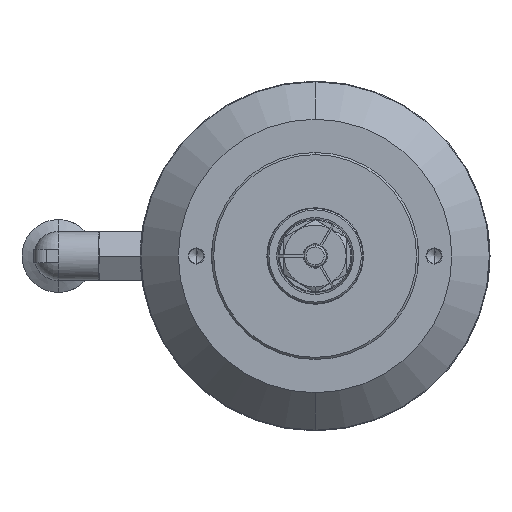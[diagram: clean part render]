
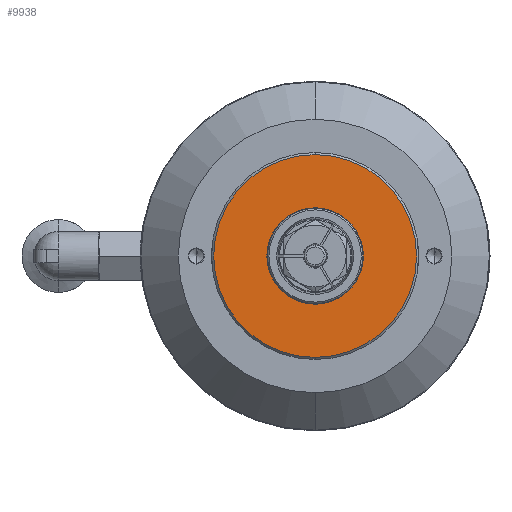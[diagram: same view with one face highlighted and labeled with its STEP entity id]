
A CAD part, left-side view. The second image highlights one B-rep face of the part: STEP entity #9938.
In plain terms, the highlighted planar face has unit normal (-1, 0, 0).
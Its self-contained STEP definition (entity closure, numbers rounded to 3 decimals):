
#83 = EDGE_CURVE ( 'NONE', #3363, #4224, #7411, .T. ) ;
#132 = AXIS2_PLACEMENT_3D ( 'NONE', #6313, #1326, #7199 ) ;
#824 = CIRCLE ( 'NONE', #132, 6.9 ) ;
#962 = CARTESIAN_POINT ( 'NONE',  ( -12.2, 0., 0. ) ) ;
#1020 = EDGE_LOOP ( 'NONE', ( #1997, #6444 ) ) ;
#1326 = DIRECTION ( 'NONE',  ( -1., 0., 0. ) ) ;
#1697 = AXIS2_PLACEMENT_3D ( 'NONE', #962, #5990, #6833 ) ;
#1997 = ORIENTED_EDGE ( 'NONE', *, *, #9695, .F. ) ;
#2179 = CARTESIAN_POINT ( 'NONE',  ( -12.2, 0., 0. ) ) ;
#3276 = CARTESIAN_POINT ( 'NONE',  ( -12.2, 0., -14.5 ) ) ;
#3363 = VERTEX_POINT ( 'NONE', #3500 ) ;
#3500 = CARTESIAN_POINT ( 'NONE',  ( -12.2, 0., 14.5 ) ) ;
#3863 = PLANE ( 'NONE',  #6598 ) ;
#4127 = FACE_OUTER_BOUND ( 'NONE', #10408, .T. ) ;
#4191 = DIRECTION ( 'NONE',  ( -1., 0., 0. ) ) ;
#4224 = VERTEX_POINT ( 'NONE', #3276 ) ;
#4701 = DIRECTION ( 'NONE',  ( 1., 0., 0. ) ) ;
#4714 = CARTESIAN_POINT ( 'NONE',  ( -12.2, 0., 0. ) ) ;
#5283 = VERTEX_POINT ( 'NONE', #9589 ) ;
#5561 = DIRECTION ( 'NONE',  ( 0., 0., -1. ) ) ;
#5990 = DIRECTION ( 'NONE',  ( 1., 0., 0. ) ) ;
#6224 = CIRCLE ( 'NONE', #6242, 6.9 ) ;
#6242 = AXIS2_PLACEMENT_3D ( 'NONE', #9223, #4191, #10080 ) ;
#6313 = CARTESIAN_POINT ( 'NONE',  ( -12.2, 0., 0. ) ) ;
#6444 = ORIENTED_EDGE ( 'NONE', *, *, #7090, .F. ) ;
#6580 = EDGE_CURVE ( 'NONE', #4224, #3363, #7413, .T. ) ;
#6598 = AXIS2_PLACEMENT_3D ( 'NONE', #2179, #4701, #10588 ) ;
#6625 = FACE_BOUND ( 'NONE', #1020, .T. ) ;
#6833 = DIRECTION ( 'NONE',  ( 0., 0., -1. ) ) ;
#7079 = ORIENTED_EDGE ( 'NONE', *, *, #83, .F. ) ;
#7090 = EDGE_CURVE ( 'NONE', #5283, #9608, #824, .T. ) ;
#7199 = DIRECTION ( 'NONE',  ( 0., 0., 1. ) ) ;
#7411 = CIRCLE ( 'NONE', #1697, 14.5 ) ;
#7413 = CIRCLE ( 'NONE', #7498, 14.5 ) ;
#7498 = AXIS2_PLACEMENT_3D ( 'NONE', #4714, #10606, #5561 ) ;
#9108 = CARTESIAN_POINT ( 'NONE',  ( -12.2, 0., 6.9 ) ) ;
#9223 = CARTESIAN_POINT ( 'NONE',  ( -12.2, 0., 0. ) ) ;
#9589 = CARTESIAN_POINT ( 'NONE',  ( -12.2, 0., -6.9 ) ) ;
#9608 = VERTEX_POINT ( 'NONE', #9108 ) ;
#9695 = EDGE_CURVE ( 'NONE', #9608, #5283, #6224, .T. ) ;
#9938 = ADVANCED_FACE ( 'NONE', ( #6625, #4127 ), #3863, .F. ) ;
#10080 = DIRECTION ( 'NONE',  ( 0., 0., 1. ) ) ;
#10405 = ORIENTED_EDGE ( 'NONE', *, *, #6580, .F. ) ;
#10408 = EDGE_LOOP ( 'NONE', ( #10405, #7079 ) ) ;
#10588 = DIRECTION ( 'NONE',  ( 0., 0., -1. ) ) ;
#10606 = DIRECTION ( 'NONE',  ( 1., 0., 0. ) ) ;
